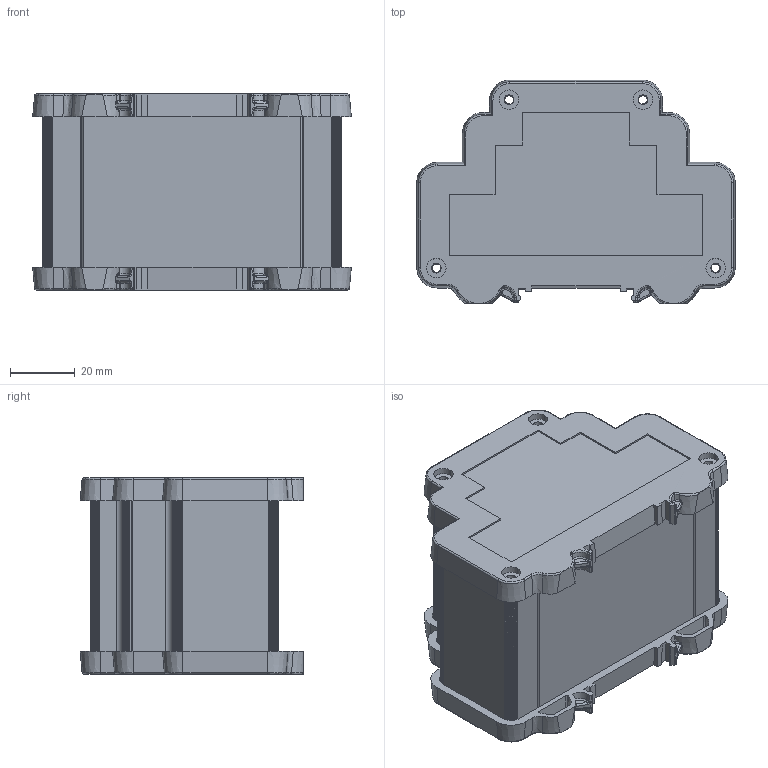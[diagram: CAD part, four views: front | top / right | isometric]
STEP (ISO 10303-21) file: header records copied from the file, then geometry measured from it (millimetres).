
FILE_DESCRIPTION (( 'STEP AP214' ), '1' );
FILE_NAME ('ALUD3MG.STEP', '2015-07-29T06:00:39', ( 'AsusUser' ), ( '' ), 'SwSTEP 2.0', 'SolidWorks 2014', '' );
FILE_SCHEMA (( 'AUTOMOTIVE_DESIGN' ));
Length unit declared in the file: millimetre
Products named in the file (3): D9MG-PANEL; D3MG-BODY; ALUD3MG
Assembly tree (3 placements, depth 2):
  ALUD3MG
    D3MG-BODY
    D9MG-PANEL  x2
Bounding box: 98.33 x 69.01 x 60.51 mm (x, y, z)
Volume: 75633.7 mm3; surface area: 64767.9 mm2
Topology: 3 solids, 3 shells, 893 faces, 2475 edges, 1598 vertices
Faces by surface type: plane 430, cylinder 287, bspline 84, cone 68, torus 16, sphere 8
Entity records: 21293 total; most frequent: CARTESIAN_POINT 5762, ORIENTED_EDGE 3352, DIRECTION 3159, EDGE_CURVE 1676, VERTEX_POINT 1094, LINE 1061, VECTOR 1061, AXIS2_PLACEMENT_3D 1049
